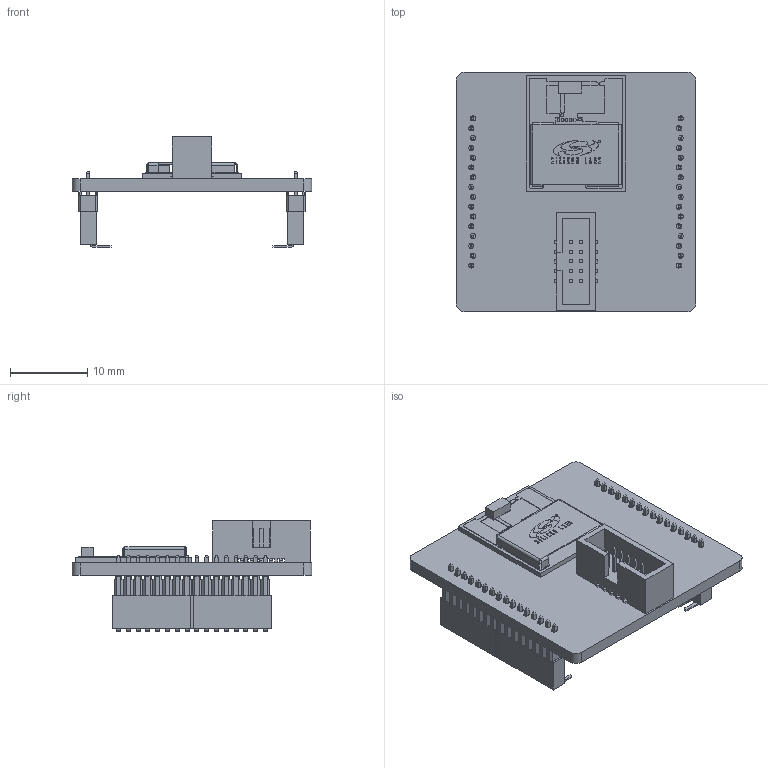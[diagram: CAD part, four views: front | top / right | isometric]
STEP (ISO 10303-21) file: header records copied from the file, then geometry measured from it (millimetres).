
FILE_DESCRIPTION(/* description */ (''),/* implementation_level */ '2;1');
FILE_NAME(/* name */ 'xGM220P Header SMD v3.step',/* time_stamp */ '2023-02-10T10:18:03Z',/* author */ (''),/* organization */ (''),/* preprocessor_version */ 'ST-DEVELOPER v19.2',/* originating_system */ 'Autodesk Translation Framework v11.17.0.187',/* authorisation */ '');
FILE_SCHEMA (('AUTOMOTIVE_DESIGN { 1 0 10303 214 3 1 1 }'));
Length unit declared in the file: millimetre
Products named in the file (18): xGM220P Header SMD; Header Side; Header - 1x08 .05" TH - Aliexpress; Header - 1x08 .05" TH - Aliexpress_1; Header Side_1; Header - 1x08 .05" TH - Aliexpress_2; Header - 1x08 .05" TH - Aliexpress_3; Housing; Pin; BGM220P_Breakout; Header - 2x05 0.05 SMD Shrouded - Ampheno20021521-00010XXLFc v2; SOLID; xGM220P v2; COMPOUND; Header - 1x16 0.05 TH Low Prof (3mm) - Adam Tech HPH1-B-16-U v4; Header - 1x16 0.05 TH Low Prof (3mm) - Adam Tech HPH1-B-16-U v4_1; COMPOUND (1); _autosave-BGM220P_Breakout PCB
Assembly tree (24 placements, depth 4):
  xGM220P Header SMD
    Header Side
      Header - 1x08 .05" TH - Aliexpress
        Housing
        Pin
      Header - 1x08 .05" TH - Aliexpress_1
        Housing
        Pin
    Header Side_1
      Header - 1x08 .05" TH - Aliexpress_2
        Housing
        Pin
      Header - 1x08 .05" TH - Aliexpress_3
        Housing
        Pin
    BGM220P_Breakout
      Header - 2x05 0.05 SMD Shrouded - Ampheno20021521-00010XXLFc v2
        SOLID
      xGM220P v2
        COMPOUND
      Header - 1x16 0.05 TH Low Prof (3mm) - Adam Tech HPH1-B-16-U v4
        COMPOUND (1)
      Header - 1x16 0.05 TH Low Prof (3mm) - Adam Tech HPH1-B-16-U v4_1
        COMPOUND (1)
      _autosave-BGM220P_Breakout PCB
Bounding box: 31 x 31 x 14.29 mm (x, y, z)
Volume: 2443.5 mm3; surface area: 6896.9 mm2
Topology: 127 solids, 127 shells, 3115 faces, 7879 edges, 4974 vertices
Faces by surface type: plane 2825, cylinder 223, bspline 67
Full cylindrical faces by diameter (mm): 0.65 x32
Entity records: 55997 total; most frequent: CARTESIAN_POINT 10344, ORIENTED_EDGE 9486, DIRECTION 8753, EDGE_CURVE 4743, LINE 4239, VECTOR 4239, VERTEX_POINT 3054, AXIS2_PLACEMENT_3D 2257
